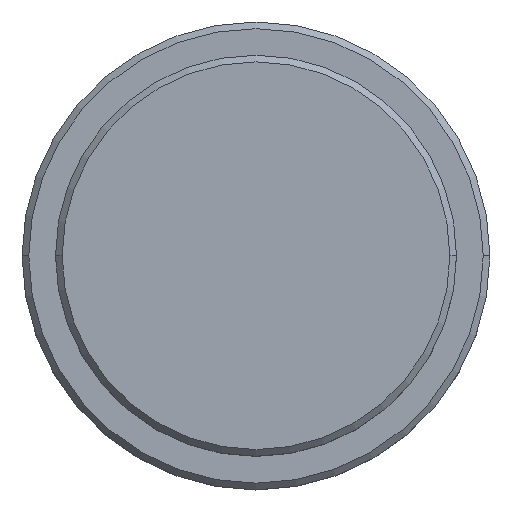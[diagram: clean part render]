
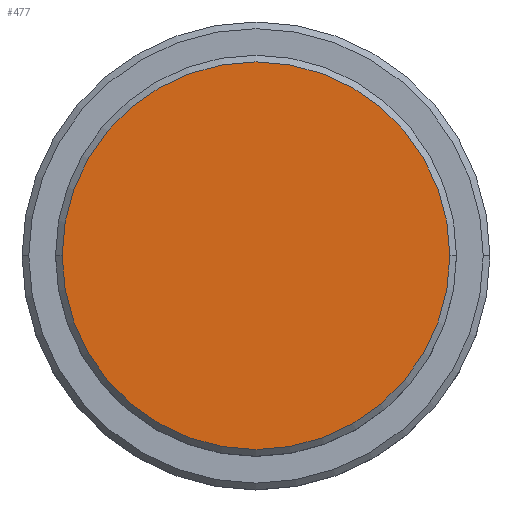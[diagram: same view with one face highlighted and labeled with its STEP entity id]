
A CAD part, top view. The second image highlights one B-rep face of the part: STEP entity #477.
In plain terms, the highlighted planar face has unit normal (0, 0, 1).
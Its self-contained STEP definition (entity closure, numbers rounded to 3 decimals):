
#95 = ORIENTED_EDGE ( 'NONE', *, *, #198, .T. ) ;
#137 = DIRECTION ( 'NONE',  ( 1., 0., 0. ) ) ;
#145 = FACE_OUTER_BOUND ( 'NONE', #866, .T. ) ;
#191 = CARTESIAN_POINT ( 'NONE',  ( 0., 0., 0. ) ) ;
#198 = EDGE_CURVE ( 'NONE', #536, #387, #977, .T. ) ;
#312 = CARTESIAN_POINT ( 'NONE',  ( 0., 0., 0. ) ) ;
#387 = VERTEX_POINT ( 'NONE', #723 ) ;
#477 = ADVANCED_FACE ( 'NONE', ( #145 ), #1135, .T. ) ;
#487 = CARTESIAN_POINT ( 'NONE',  ( 0., 0., 0. ) ) ;
#536 = VERTEX_POINT ( 'NONE', #1060 ) ;
#621 = AXIS2_PLACEMENT_3D ( 'NONE', #191, #1003, #1103 ) ;
#682 = DIRECTION ( 'NONE',  ( 0., 0., 1. ) ) ;
#723 = CARTESIAN_POINT ( 'NONE',  ( -14.5, 0., 0. ) ) ;
#735 = CIRCLE ( 'NONE', #764, 14.5 ) ;
#740 = ORIENTED_EDGE ( 'NONE', *, *, #890, .T. ) ;
#764 = AXIS2_PLACEMENT_3D ( 'NONE', #312, #1182, #137 ) ;
#866 = EDGE_LOOP ( 'NONE', ( #740, #95 ) ) ;
#890 = EDGE_CURVE ( 'NONE', #387, #536, #735, .T. ) ;
#910 = DIRECTION ( 'NONE',  ( 1., 0., 0. ) ) ;
#977 = CIRCLE ( 'NONE', #621, 14.5 ) ;
#1003 = DIRECTION ( 'NONE',  ( 0., 0., 1. ) ) ;
#1025 = AXIS2_PLACEMENT_3D ( 'NONE', #487, #682, #910 ) ;
#1060 = CARTESIAN_POINT ( 'NONE',  ( 14.5, 0., 0. ) ) ;
#1103 = DIRECTION ( 'NONE',  ( 1., 0., 0. ) ) ;
#1135 = PLANE ( 'NONE',  #1025 ) ;
#1182 = DIRECTION ( 'NONE',  ( 0., 0., 1. ) ) ;
